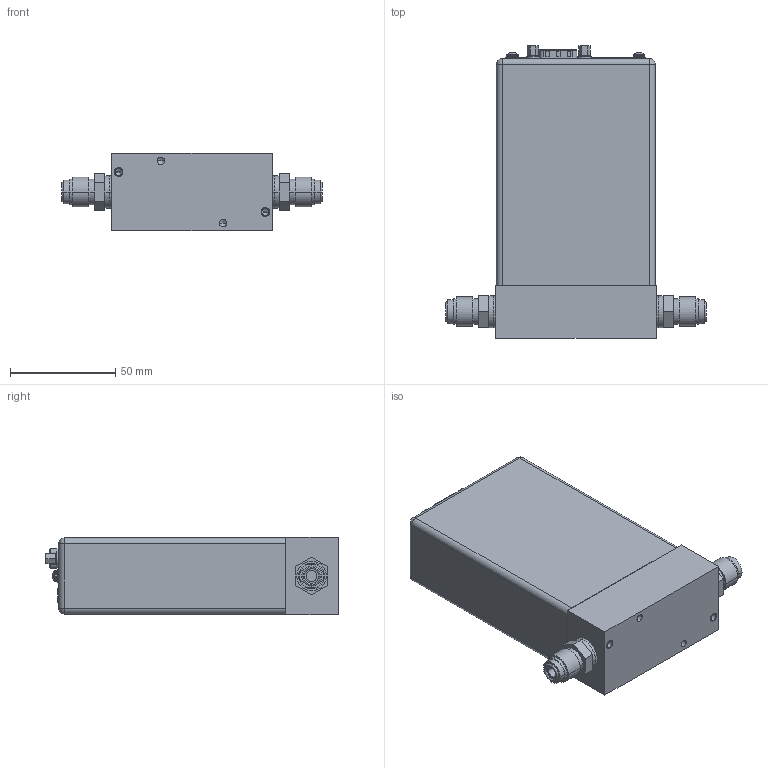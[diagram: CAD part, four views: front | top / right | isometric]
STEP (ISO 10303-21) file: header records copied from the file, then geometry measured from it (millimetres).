
FILE_DESCRIPTION((''),'2;1');
FILE_NAME('GE50A_9-PIN_4VCR_ASM','2014-08-27T',('cockrofm'),(''),'PRO/ENGINEER BY PARAMETRIC TECHNOLOGY CORPORATION, 2011490','PRO/ENGINEER BY PARAMETRIC TECHNOLOGY CORPORATION, 2011490','');
FILE_SCHEMA(('CONFIG_CONTROL_DESIGN'));
Length unit declared in the file: inch
Products named in the file (13): 116407-P1_2; 4VCR_ASM_9_ASM; 1038688_CONN_RJ45_1; 1041560_BRACKET_2; 1046138-001_1; 119937-P9_SMALL-SINGLE_1; 1016309-003_1; 171-009-113_1; 185-3740_2; 1011702-002_4-40_PAN-HD-SEMS_2; 9-PIN_4VCR_ASM_3_ASM; PRT0003; GE50A_9-PIN_4VCR_ASM
Assembly tree (16 placements, depth 4):
  GE50A_9-PIN_4VCR_ASM
    9-PIN_4VCR_ASM_3_ASM
      4VCR_ASM_9_ASM
        116407-P1_2  x2
      1038688_CONN_RJ45_1
      1041560_BRACKET_2
      1046138-001_1
      119937-P9_SMALL-SINGLE_1
      1016309-003_1  x2
      171-009-113_1
      185-3740_2  x2
      1011702-002_4-40_PAN-HD-SEMS_2  x2
    PRT0003
Bounding box: 123.95 x 139.17 x 36.83 mm (x, y, z)
Volume: 105792.9 mm3; surface area: 78593.4 mm2
Topology: 14 solids, 20 shells, 866 faces, 2035 edges, 1277 vertices
Faces by surface type: plane 377, cylinder 305, torus 65, extrusion 64, cone 36, sphere 14, bspline 5
Entity records: 22491 total; most frequent: CARTESIAN_POINT 5140, DIRECTION 3736, ORIENTED_EDGE 3350, EDGE_CURVE 1687, AXIS2_PLACEMENT_3D 1400, VERTEX_POINT 1082, VECTOR 936, LINE 892
